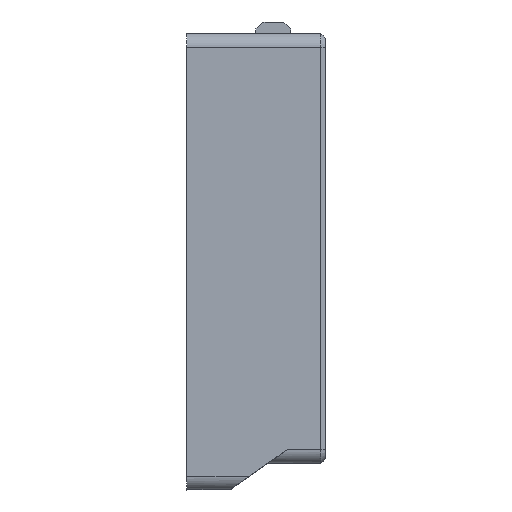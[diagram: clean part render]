
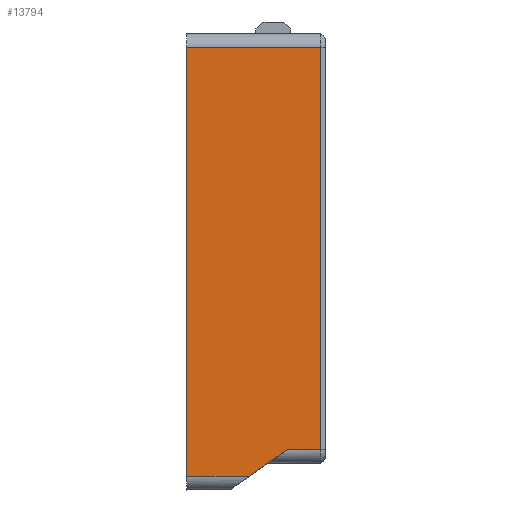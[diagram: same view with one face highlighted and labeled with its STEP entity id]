
A CAD part, left-side view. The second image highlights one B-rep face of the part: STEP entity #13794.
In plain terms, the highlighted planar face has unit normal (-1, 0, 0).
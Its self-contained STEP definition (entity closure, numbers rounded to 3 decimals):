
#568=PLANE('',#14964);
#976=FACE_OUTER_BOUND('',#1816,.T.);
#1816=EDGE_LOOP('',(#10237,#10238,#10239,#10240,#10241,#10242));
#2824=LINE('',#21029,#4192);
#2858=LINE('',#21107,#4226);
#3040=LINE('',#22392,#4408);
#3041=LINE('',#22396,#4409);
#3042=LINE('',#22398,#4410);
#3043=LINE('',#22399,#4411);
#4192=VECTOR('',#16617,4.01);
#4226=VECTOR('',#16687,37.1);
#4408=VECTOR('',#17213,34.8);
#4409=VECTOR('',#17220,11.6);
#4410=VECTOR('',#17223,5.429);
#4411=VECTOR('',#17224,2.886);
#6248=VERTEX_POINT('',#21018);
#6252=VERTEX_POINT('',#21027);
#6277=VERTEX_POINT('',#21104);
#6278=VERTEX_POINT('',#21106);
#6650=VERTEX_POINT('',#22386);
#6651=VERTEX_POINT('',#22390);
#7580=EDGE_CURVE('',#6248,#6252,#2824,.T.);
#7619=EDGE_CURVE('',#6278,#6277,#2858,.T.);
#8026=EDGE_CURVE('',#6650,#6651,#3040,.T.);
#8028=EDGE_CURVE('',#6651,#6278,#3041,.T.);
#8029=EDGE_CURVE('',#6248,#6277,#3042,.T.);
#8030=EDGE_CURVE('',#6252,#6650,#3043,.T.);
#10237=ORIENTED_EDGE('',*,*,#8026,.T.);
#10238=ORIENTED_EDGE('',*,*,#8028,.T.);
#10239=ORIENTED_EDGE('',*,*,#7619,.T.);
#10240=ORIENTED_EDGE('',*,*,#8029,.F.);
#10241=ORIENTED_EDGE('',*,*,#7580,.T.);
#10242=ORIENTED_EDGE('',*,*,#8030,.T.);
#13794=ADVANCED_FACE('',(#976),#568,.F.);
#14964=AXIS2_PLACEMENT_3D('',#22397,#17221,#17222);
#16617=DIRECTION('',(0.,-0.819,0.574));
#16687=DIRECTION('',(0.,0.,-1.));
#17213=DIRECTION('',(0.,0.,1.));
#17220=DIRECTION('',(0.,1.,0.));
#17221=DIRECTION('center_axis',(1.,0.,0.));
#17222=DIRECTION('ref_axis',(0.,0.,-1.));
#17223=DIRECTION('',(0.,1.,0.));
#17224=DIRECTION('',(0.,-1.,0.));
#21018=CARTESIAN_POINT('',(-37.475,95.552,-189.866));
#21027=CARTESIAN_POINT('',(-37.475,92.267,-187.566));
#21029=CARTESIAN_POINT('',(-37.475,95.552,-189.866));
#21104=CARTESIAN_POINT('',(-37.475,100.981,-189.866));
#21106=CARTESIAN_POINT('',(-37.475,100.981,-152.766));
#21107=CARTESIAN_POINT('',(-37.475,100.981,-152.766));
#22386=CARTESIAN_POINT('',(-37.475,89.381,-187.566));
#22390=CARTESIAN_POINT('',(-37.475,89.381,-152.766));
#22392=CARTESIAN_POINT('',(-37.475,89.381,-187.566));
#22396=CARTESIAN_POINT('',(-37.475,89.381,-152.766));
#22397=CARTESIAN_POINT('Origin',(-37.475,85.981,-152.766));
#22398=CARTESIAN_POINT('',(-37.475,95.552,-189.866));
#22399=CARTESIAN_POINT('',(-37.475,92.267,-187.566));
